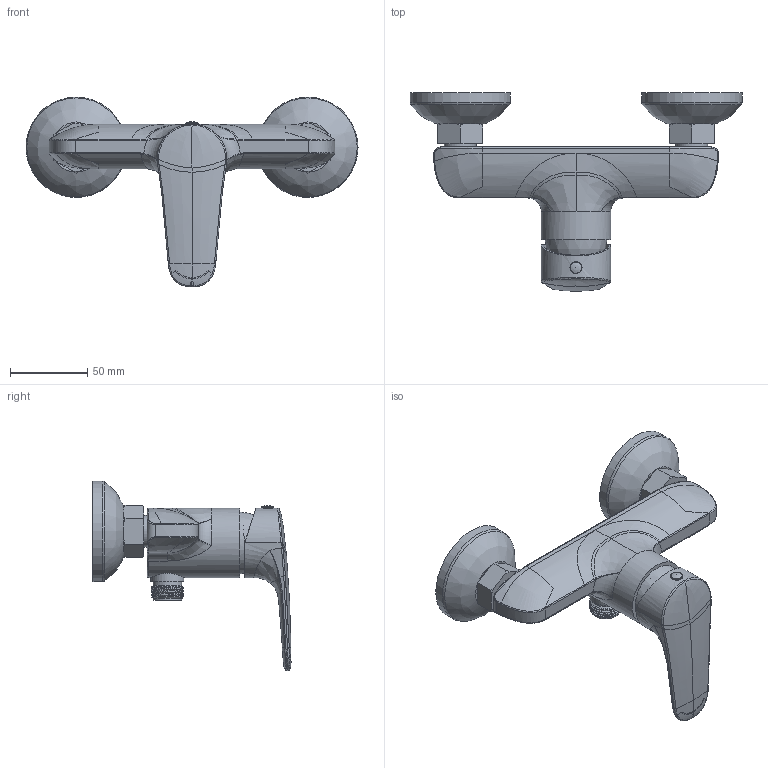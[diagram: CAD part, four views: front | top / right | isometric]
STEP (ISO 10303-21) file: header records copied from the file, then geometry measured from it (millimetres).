
FILE_DESCRIPTION(/* description */ (''),/* implementation_level */ '2;1');
FILE_NAME(/* name */ '3D_TVS105301110_O.NovoStart_V01.step',/* time_stamp */ '2022-11-29T15:57:51+01:00',/* author */ (''),/* organization */ (''),/* preprocessor_version */ 'ST-DEVELOPER v19.2',/* originating_system */ 'Autodesk Translation Framework v11.17.0.187',/* authorisation */ '');
FILE_SCHEMA (('AUTOMOTIVE_DESIGN { 1 0 10303 214 3 1 1 }'));
Length unit declared in the file: millimetre
Products named in the file (25): (Nicht gespeichert); 33; JIETOU_ASM; JIETOU_ASM_1; 8HY21022; 19X2; 8HY21023; 24X16X3; 8HY21228; 80Q01000-C; D35P-1A; 8YG35000; 8ZG97000; 8HJ20000-A; 80P35WNT2; 8EM5X5; J62010_ASM; 62010-01; 62010-14X2; 62010-02; 62010-10X15; 62010-SPRING; 62010-03; 80N81051; Komponente23
Assembly tree (30 placements, depth 3):
  (Nicht gespeichert)
    33
    JIETOU_ASM
      8HY21022
      19X2
      8HY21023
      24X16X3
      8HY21228
      80Q01000-C
    JIETOU_ASM_1
      8HY21022
      19X2
      8HY21023
      24X16X3
      8HY21228
      80Q01000-C
    D35P-1A
    8YG35000
    8ZG97000
    8HJ20000-A
    80P35WNT2
    8EM5X5
    J62010_ASM
      62010-01
      62010-14X2
      62010-02
      62010-10X15
      62010-SPRING
      62010-03
    80N81051
    Komponente23
Bounding box: 215 x 128.23 x 122.87 mm (x, y, z)
Volume: 313913.3 mm3; surface area: 71671.3 mm2
Topology: 9 solids, 12 shells, 320 faces, 762 edges, 473 vertices
Faces by surface type: bspline 124, plane 82, cylinder 56, cone 42, torus 15, sphere 1
Full cylindrical faces by diameter (mm): 2.5 x1, 6.7 x1, 7.85 x1, 12 x1, 13.4 x1, 14.5 x1, 15.05 x1, 16 x2, 18.5 x2, 19 x2, 20.5 x2, 20.6 x3, 21 x2, 21.5 x1, 22 x1, 24 x2, 26.6 x2, 33 x1, 35.6 x1, 45 x1, 65 x2
Entity records: 25747 total; most frequent: CARTESIAN_POINT 19395, ORIENTED_EDGE 1295, DIRECTION 1070, EDGE_CURVE 654, AXIS2_PLACEMENT_3D 456, VERTEX_POINT 404, EDGE_LOOP 301, FACE_OUTER_BOUND 276
